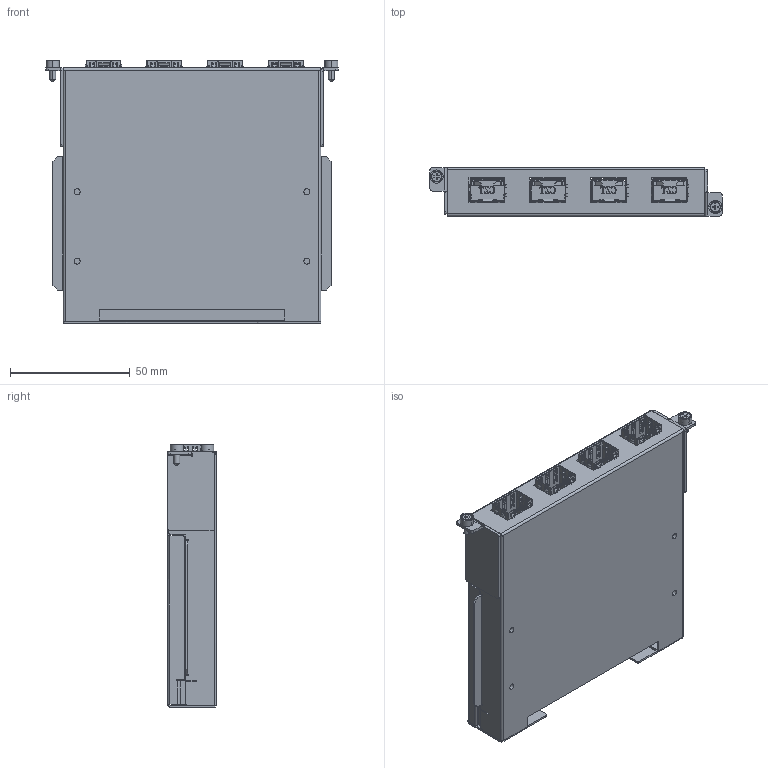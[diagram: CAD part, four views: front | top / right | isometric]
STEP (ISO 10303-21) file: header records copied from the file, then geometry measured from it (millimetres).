
FILE_DESCRIPTION((''),'2;1');
FILE_NAME('05U-4GX0001_ASM_1_ASM_1_ASM_1_ASM','2023-11-07T16:59:42',('wangzixiong'),(''),'CREO PARAMETRIC BY PTC INC, 2021023','CREO PARAMETRIC BY PTC INC, 2021023','');
FILE_SCHEMA(('AUTOMOTIVE_DESIGN { 1 0 10303 214 1 1 1 1 }'));
Length unit declared in the file: millimetre
Products named in the file (10): 05U0001_1_1_1; 05U-4FE00_1_1_1; 0005_1_1_1; 0006_1_1_1; 00_2_1_1; M2-500_2_1_1; M2-5000_ASM_2_ASM_1_ASM_1_ASM; 00_ASM_1_ASM_1_ASM_1_ASM; 1X1SFP_1_1_1; 05U-4GX0001_ASM_1_ASM_1_ASM_1_ASM
Assembly tree (14 placements, depth 4):
  05U-4GX0001_ASM_1_ASM_1_ASM_1_ASM
    05U0001_1_1_1
    05U-4FE00_1_1_1
    00_ASM_1_ASM_1_ASM_1_ASM  x2
      0005_1_1_1
      0006_1_1_1
      M2-5000_ASM_2_ASM_1_ASM_1_ASM
        00_2_1_1
        M2-500_2_1_1
    1X1SFP_1_1_1  x4
Bounding box: 122 x 20.25 x 109.6 mm (x, y, z)
Volume: 28175.9 mm3; surface area: 82137.7 mm2
Topology: 16 solids, 16 shells, 5050 faces, 14984 edges, 10000 vertices
Faces by surface type: plane 2634, cylinder 2296, extrusion 68, cone 28, bspline 24
Entity records: 54598 total; most frequent: CARTESIAN_POINT 10743, ORIENTED_EDGE 9142, DIRECTION 9102, EDGE_CURVE 4571, VECTOR 3066, LINE 3049, VERTEX_POINT 3026, AXIS2_PLACEMENT_3D 3018
